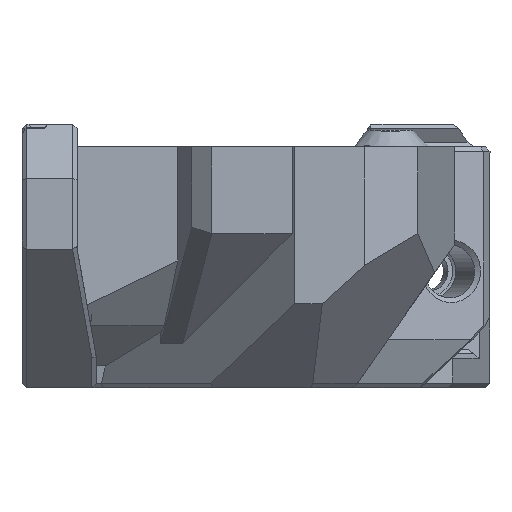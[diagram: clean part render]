
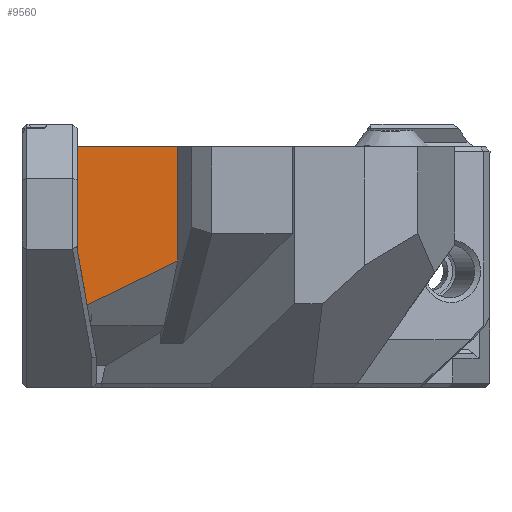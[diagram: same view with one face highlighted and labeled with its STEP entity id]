
A CAD part, left-side view. The second image highlights one B-rep face of the part: STEP entity #9560.
In plain terms, the highlighted planar face has unit normal (-1, 0, 0).
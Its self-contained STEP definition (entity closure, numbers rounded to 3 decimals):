
#214=PLANE('',#10195);
#788=LINE('',#14683,#1848);
#806=LINE('',#14728,#1866);
#812=LINE('',#14740,#1872);
#864=LINE('',#14852,#1924);
#890=LINE('',#14908,#1950);
#1848=VECTOR('',#11235,1000.);
#1866=VECTOR('',#11275,1000.);
#1872=VECTOR('',#11283,1000.);
#1924=VECTOR('',#11371,1000.);
#1950=VECTOR('',#11419,1000.);
#3242=ORIENTED_EDGE('',*,*,#5899,.T.);
#3243=ORIENTED_EDGE('',*,*,#5870,.F.);
#3244=ORIENTED_EDGE('',*,*,#5814,.F.);
#3245=ORIENTED_EDGE('',*,*,#5808,.T.);
#3246=ORIENTED_EDGE('',*,*,#5788,.T.);
#5788=EDGE_CURVE('',#7135,#7134,#788,.T.);
#5808=EDGE_CURVE('',#7151,#7135,#806,.T.);
#5814=EDGE_CURVE('',#7151,#7156,#812,.T.);
#5870=EDGE_CURVE('',#7156,#7193,#864,.T.);
#5899=EDGE_CURVE('',#7134,#7193,#890,.T.);
#7134=VERTEX_POINT('',#14682);
#7135=VERTEX_POINT('',#14684);
#7151=VERTEX_POINT('',#14729);
#7156=VERTEX_POINT('',#14741);
#7193=VERTEX_POINT('',#14853);
#8194=EDGE_LOOP('',(#3242,#3243,#3244,#3245,#3246));
#8848=FACE_BOUND('',#8194,.T.);
#9560=ADVANCED_FACE('',(#8848),#214,.T.);
#10195=AXIS2_PLACEMENT_3D('',#14907,#11417,#11418);
#11235=DIRECTION('',(0.,0.,1.));
#11275=DIRECTION('',(0.,-0.901,0.435));
#11283=DIRECTION('',(0.,0.174,0.985));
#11371=DIRECTION('',(0.,0.,1.));
#11417=DIRECTION('',(-1.,0.,0.));
#11418=DIRECTION('',(0.,-1.,0.));
#11419=DIRECTION('',(0.,1.,0.));
#14682=CARTESIAN_POINT('',(-12.879,3.617,21.3));
#14683=CARTESIAN_POINT('',(-12.879,3.617,16.78));
#14684=CARTESIAN_POINT('',(-12.879,3.617,11.208));
#14728=CARTESIAN_POINT('',(-12.879,-0.426,13.16));
#14729=CARTESIAN_POINT('',(-12.879,11.631,7.34));
#14740=CARTESIAN_POINT('',(-12.879,12.936,14.728));
#14741=CARTESIAN_POINT('',(-12.879,12.5,12.26));
#14852=CARTESIAN_POINT('',(-12.879,12.5,16.78));
#14853=CARTESIAN_POINT('',(-12.879,12.5,21.3));
#14907=CARTESIAN_POINT('',(-12.879,1.321,16.78));
#14908=CARTESIAN_POINT('',(-12.879,1.321,21.3));
